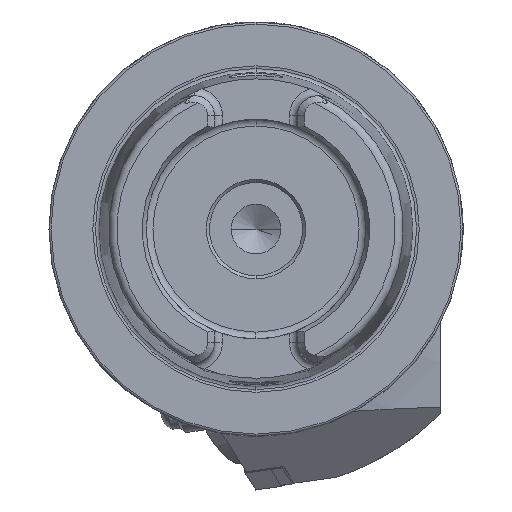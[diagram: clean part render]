
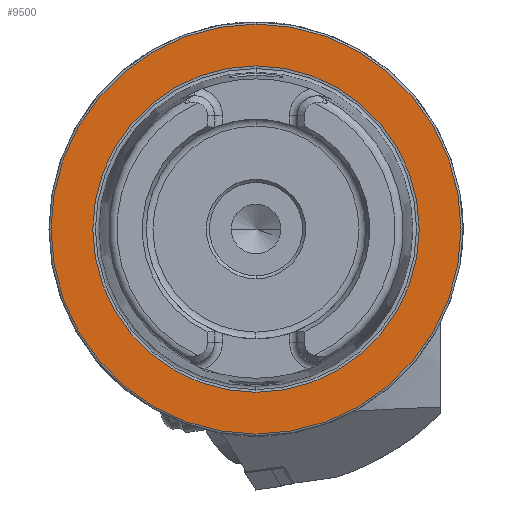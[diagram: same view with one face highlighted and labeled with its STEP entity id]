
A CAD part, left-side view. The second image highlights one B-rep face of the part: STEP entity #9500.
In plain terms, the highlighted planar face has unit normal (-1, 0, 0).
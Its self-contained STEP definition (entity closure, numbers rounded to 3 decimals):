
#520 = CARTESIAN_POINT ( 'NONE',  ( 0., 0., 0. ) ) ;
#1347 = CIRCLE ( 'NONE', #4840, 39.405 ) ;
#1366 = VERTEX_POINT ( 'NONE', #17058 ) ;
#1595 = CARTESIAN_POINT ( 'NONE',  ( 0., 0., 0. ) ) ;
#1834 = AXIS2_PLACEMENT_3D ( 'NONE', #8014, #6584, #12239 ) ;
#2040 = EDGE_LOOP ( 'NONE', ( #6430, #12093 ) ) ;
#2465 = CARTESIAN_POINT ( 'NONE',  ( 0., 0., 0. ) ) ;
#2613 = VERTEX_POINT ( 'NONE', #8209 ) ;
#2769 = CIRCLE ( 'NONE', #3880, 49.5 ) ;
#3192 = FACE_BOUND ( 'NONE', #2040, .T. ) ;
#3752 = ORIENTED_EDGE ( 'NONE', *, *, #14974, .T. ) ;
#3880 = AXIS2_PLACEMENT_3D ( 'NONE', #1595, #7016, #15492 ) ;
#4317 = EDGE_CURVE ( 'NONE', #17404, #2613, #2769, .T. ) ;
#4840 = AXIS2_PLACEMENT_3D ( 'NONE', #2465, #5161, #13528 ) ;
#5161 = DIRECTION ( 'NONE',  ( -1., 0., 0. ) ) ;
#6280 = CARTESIAN_POINT ( 'NONE',  ( 0., 49.5, 0. ) ) ;
#6397 = VERTEX_POINT ( 'NONE', #15931 ) ;
#6430 = ORIENTED_EDGE ( 'NONE', *, *, #11522, .F. ) ;
#6524 = CIRCLE ( 'NONE', #9152, 39.405 ) ;
#6584 = DIRECTION ( 'NONE',  ( -1., 0., 0. ) ) ;
#6845 = ORIENTED_EDGE ( 'NONE', *, *, #4317, .T. ) ;
#7016 = DIRECTION ( 'NONE',  ( -1., 0., 0. ) ) ;
#7782 = PLANE ( 'NONE',  #16832 ) ;
#8014 = CARTESIAN_POINT ( 'NONE',  ( 0., 0., 0. ) ) ;
#8209 = CARTESIAN_POINT ( 'NONE',  ( 0., 0., 49.5 ) ) ;
#8453 = EDGE_CURVE ( 'NONE', #6397, #1366, #6524, .T. ) ;
#8488 = FACE_OUTER_BOUND ( 'NONE', #9195, .T. ) ;
#9152 = AXIS2_PLACEMENT_3D ( 'NONE', #520, #10395, #16032 ) ;
#9195 = EDGE_LOOP ( 'NONE', ( #3752, #6845 ) ) ;
#9500 = ADVANCED_FACE ( 'NONE', ( #3192, #8488 ), #7782, .F. ) ;
#10395 = DIRECTION ( 'NONE',  ( -1., 0., 0. ) ) ;
#11522 = EDGE_CURVE ( 'NONE', #1366, #6397, #1347, .T. ) ;
#12064 = DIRECTION ( 'NONE',  ( 1., 0., 0. ) ) ;
#12093 = ORIENTED_EDGE ( 'NONE', *, *, #8453, .F. ) ;
#12239 = DIRECTION ( 'NONE',  ( 0., 0., 1. ) ) ;
#13528 = DIRECTION ( 'NONE',  ( 0., 0., 1. ) ) ;
#14974 = EDGE_CURVE ( 'NONE', #2613, #17404, #16154, .T. ) ;
#15492 = DIRECTION ( 'NONE',  ( 0., 0., 1. ) ) ;
#15761 = CARTESIAN_POINT ( 'NONE',  ( 0., 0., -49.5 ) ) ;
#15931 = CARTESIAN_POINT ( 'NONE',  ( 0., 0., -39.405 ) ) ;
#16032 = DIRECTION ( 'NONE',  ( 0., 0., 1. ) ) ;
#16154 = CIRCLE ( 'NONE', #1834, 49.5 ) ;
#16163 = DIRECTION ( 'NONE',  ( 0., 0., -1. ) ) ;
#16832 = AXIS2_PLACEMENT_3D ( 'NONE', #6280, #12064, #16163 ) ;
#17058 = CARTESIAN_POINT ( 'NONE',  ( 0., 0., 39.405 ) ) ;
#17404 = VERTEX_POINT ( 'NONE', #15761 ) ;
